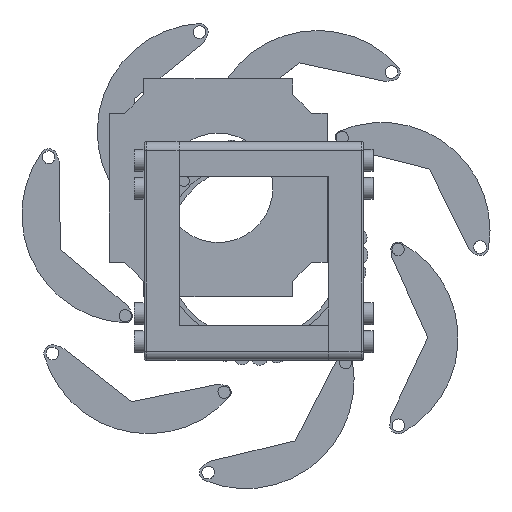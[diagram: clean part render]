
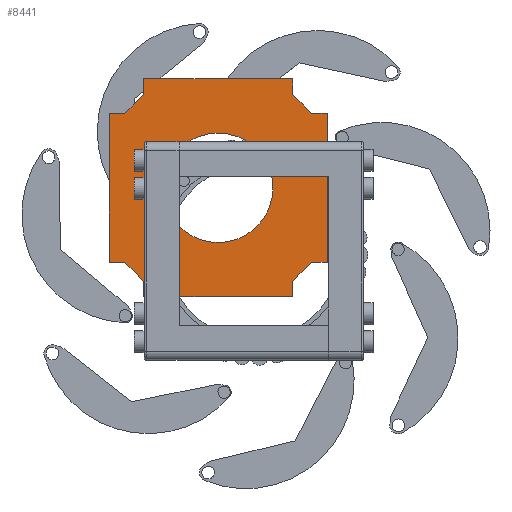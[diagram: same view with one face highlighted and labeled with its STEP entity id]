
A CAD part, top view. The second image highlights one B-rep face of the part: STEP entity #8441.
In plain terms, the highlighted planar face has unit normal (0, 0, 1).
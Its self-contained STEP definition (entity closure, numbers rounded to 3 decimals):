
#108=FACE_BOUND('',#1545,.T.);
#426=CIRCLE('',#9270,12.5);
#1061=FACE_OUTER_BOUND('',#1544,.T.);
#1544=EDGE_LOOP('',(#7071,#7072,#7073,#7074,#7075,#7076,#7077,#7078,#7079,
#7080,#7081,#7082,#7083,#7084,#7085,#7086));
#1545=EDGE_LOOP('',(#7087));
#2176=LINE('',#13634,#2991);
#2180=LINE('',#13643,#2995);
#2183=LINE('',#13647,#2998);
#2186=LINE('',#13655,#3001);
#2189=LINE('',#13661,#3004);
#2192=LINE('',#13667,#3007);
#2196=LINE('',#13676,#3011);
#2200=LINE('',#13685,#3015);
#2203=LINE('',#13689,#3018);
#2206=LINE('',#13697,#3021);
#2209=LINE('',#13703,#3024);
#2213=LINE('',#13710,#3028);
#2291=LINE('',#13904,#3106);
#2293=LINE('',#13907,#3108);
#2295=LINE('',#13910,#3110);
#2298=LINE('',#13916,#3113);
#2991=VECTOR('',#11070,10.);
#2995=VECTOR('',#11076,10.);
#2998=VECTOR('',#11081,10.);
#3001=VECTOR('',#11086,10.);
#3004=VECTOR('',#11091,10.);
#3007=VECTOR('',#11096,10.);
#3011=VECTOR('',#11102,10.);
#3015=VECTOR('',#11108,10.);
#3018=VECTOR('',#11113,10.);
#3021=VECTOR('',#11118,10.);
#3024=VECTOR('',#11123,10.);
#3028=VECTOR('',#11129,10.);
#3106=VECTOR('',#11315,10.);
#3108=VECTOR('',#11319,10.);
#3110=VECTOR('',#11323,10.);
#3113=VECTOR('',#11332,10.);
#3843=VERTEX_POINT('',#13631);
#3844=VERTEX_POINT('',#13633);
#3847=VERTEX_POINT('',#13640);
#3848=VERTEX_POINT('',#13642);
#3851=VERTEX_POINT('',#13652);
#3852=VERTEX_POINT('',#13654);
#3854=VERTEX_POINT('',#13660);
#3856=VERTEX_POINT('',#13666);
#3859=VERTEX_POINT('',#13673);
#3860=VERTEX_POINT('',#13675);
#3863=VERTEX_POINT('',#13682);
#3864=VERTEX_POINT('',#13684);
#3867=VERTEX_POINT('',#13694);
#3868=VERTEX_POINT('',#13696);
#3870=VERTEX_POINT('',#13702);
#3872=VERTEX_POINT('',#13708);
#3897=VERTEX_POINT('',#13766);
#4890=EDGE_CURVE('',#3844,#3843,#2176,.T.);
#4894=EDGE_CURVE('',#3848,#3847,#2180,.T.);
#4897=EDGE_CURVE('',#3847,#3844,#2183,.T.);
#4900=EDGE_CURVE('',#3852,#3851,#2186,.T.);
#4903=EDGE_CURVE('',#3854,#3852,#2189,.T.);
#4906=EDGE_CURVE('',#3856,#3854,#2192,.T.);
#4910=EDGE_CURVE('',#3860,#3859,#2196,.T.);
#4914=EDGE_CURVE('',#3864,#3863,#2200,.T.);
#4917=EDGE_CURVE('',#3863,#3860,#2203,.T.);
#4920=EDGE_CURVE('',#3868,#3867,#2206,.T.);
#4923=EDGE_CURVE('',#3870,#3868,#2209,.T.);
#4927=EDGE_CURVE('',#3867,#3872,#2213,.T.);
#4952=EDGE_CURVE('',#3897,#3897,#426,.T.);
#5021=EDGE_CURVE('',#3843,#3870,#2291,.T.);
#5023=EDGE_CURVE('',#3859,#3848,#2293,.T.);
#5025=EDGE_CURVE('',#3851,#3864,#2295,.T.);
#5028=EDGE_CURVE('',#3872,#3856,#2298,.T.);
#7071=ORIENTED_EDGE('',*,*,#5028,.T.);
#7072=ORIENTED_EDGE('',*,*,#4906,.T.);
#7073=ORIENTED_EDGE('',*,*,#4903,.T.);
#7074=ORIENTED_EDGE('',*,*,#4900,.T.);
#7075=ORIENTED_EDGE('',*,*,#5025,.T.);
#7076=ORIENTED_EDGE('',*,*,#4914,.T.);
#7077=ORIENTED_EDGE('',*,*,#4917,.T.);
#7078=ORIENTED_EDGE('',*,*,#4910,.T.);
#7079=ORIENTED_EDGE('',*,*,#5023,.T.);
#7080=ORIENTED_EDGE('',*,*,#4894,.T.);
#7081=ORIENTED_EDGE('',*,*,#4897,.T.);
#7082=ORIENTED_EDGE('',*,*,#4890,.T.);
#7083=ORIENTED_EDGE('',*,*,#5021,.T.);
#7084=ORIENTED_EDGE('',*,*,#4923,.T.);
#7085=ORIENTED_EDGE('',*,*,#4920,.T.);
#7086=ORIENTED_EDGE('',*,*,#4927,.T.);
#7087=ORIENTED_EDGE('',*,*,#4952,.T.);
#8048=PLANE('',#9310);
#8441=ADVANCED_FACE('',(#1061,#108),#8048,.T.);
#9270=AXIS2_PLACEMENT_3D('',#13767,#11180,#11181);
#9310=AXIS2_PLACEMENT_3D('',#13917,#11333,#11334);
#11070=DIRECTION('',(1.,0.,0.));
#11076=DIRECTION('',(0.,1.,0.));
#11081=DIRECTION('',(0.707,0.707,0.));
#11086=DIRECTION('',(-1.,0.,0.));
#11091=DIRECTION('',(-0.707,-0.707,0.));
#11096=DIRECTION('',(0.,-1.,0.));
#11102=DIRECTION('',(0.,-1.,0.));
#11108=DIRECTION('',(1.,0.,0.));
#11113=DIRECTION('',(0.707,-0.707,0.));
#11118=DIRECTION('',(-0.707,0.707,0.));
#11123=DIRECTION('',(-1.,0.,0.));
#11129=DIRECTION('',(0.,1.,0.));
#11180=DIRECTION('center_axis',(0.,0.,-1.));
#11181=DIRECTION('ref_axis',(-1.,0.,0.));
#11315=DIRECTION('',(0.,1.,0.));
#11319=DIRECTION('',(1.,0.,0.));
#11323=DIRECTION('',(0.,-1.,0.));
#11332=DIRECTION('',(-1.,0.,0.));
#11333=DIRECTION('center_axis',(0.,0.,1.));
#11334=DIRECTION('ref_axis',(1.,0.,0.));
#13631=CARTESIAN_POINT('',(24.901,-17.,4.));
#13633=CARTESIAN_POINT('',(21.323,-17.,4.));
#13634=CARTESIAN_POINT('',(21.323,-17.,4.));
#13640=CARTESIAN_POINT('',(17.,-21.323,4.));
#13642=CARTESIAN_POINT('',(17.,-24.901,4.));
#13643=CARTESIAN_POINT('',(17.,-25.101,4.));
#13647=CARTESIAN_POINT('',(17.,-21.323,4.));
#13652=CARTESIAN_POINT('',(-24.901,17.,4.));
#13654=CARTESIAN_POINT('',(-21.323,17.,4.));
#13655=CARTESIAN_POINT('',(-21.323,17.,4.));
#13660=CARTESIAN_POINT('',(-17.,21.323,4.));
#13661=CARTESIAN_POINT('',(-17.,21.323,4.));
#13666=CARTESIAN_POINT('',(-17.,24.901,4.));
#13667=CARTESIAN_POINT('',(-17.,25.101,4.));
#13673=CARTESIAN_POINT('',(-17.,-24.901,4.));
#13675=CARTESIAN_POINT('',(-17.,-21.323,4.));
#13676=CARTESIAN_POINT('',(-17.,-21.323,4.));
#13682=CARTESIAN_POINT('',(-21.323,-17.,4.));
#13684=CARTESIAN_POINT('',(-24.901,-17.,4.));
#13685=CARTESIAN_POINT('',(-25.101,-17.,4.));
#13689=CARTESIAN_POINT('',(-21.323,-17.,4.));
#13694=CARTESIAN_POINT('',(17.,21.323,4.));
#13696=CARTESIAN_POINT('',(21.323,17.,4.));
#13697=CARTESIAN_POINT('',(21.323,17.,4.));
#13702=CARTESIAN_POINT('',(24.901,17.,4.));
#13703=CARTESIAN_POINT('',(25.101,17.,4.));
#13708=CARTESIAN_POINT('',(17.,24.901,4.));
#13710=CARTESIAN_POINT('',(17.,21.323,4.));
#13766=CARTESIAN_POINT('',(12.5,0.,4.));
#13767=CARTESIAN_POINT('Origin',(0.,0.,4.));
#13904=CARTESIAN_POINT('',(24.901,-17.,4.));
#13907=CARTESIAN_POINT('',(-17.,-24.901,4.));
#13910=CARTESIAN_POINT('',(-24.901,17.,4.));
#13916=CARTESIAN_POINT('',(17.,24.901,4.));
#13917=CARTESIAN_POINT('Origin',(0.,0.,4.));
